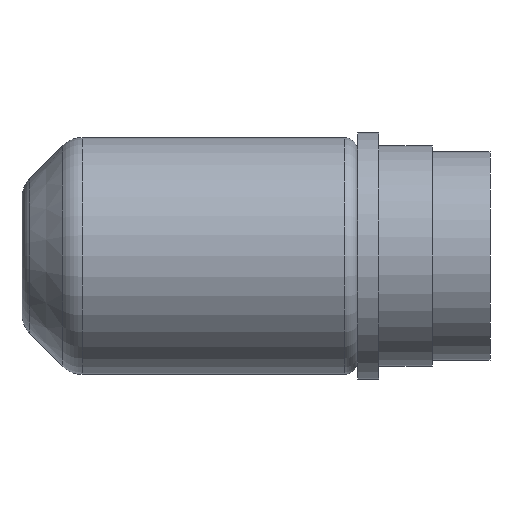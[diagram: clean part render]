
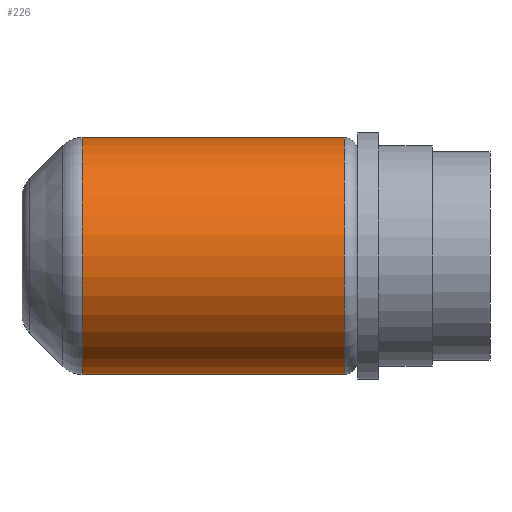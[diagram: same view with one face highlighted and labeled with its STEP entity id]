
A CAD part, front view. The second image highlights one B-rep face of the part: STEP entity #226.
In plain terms, the highlighted cylindrical face has radius 8.783 mm (diameter 17.567 mm), a partial arc.
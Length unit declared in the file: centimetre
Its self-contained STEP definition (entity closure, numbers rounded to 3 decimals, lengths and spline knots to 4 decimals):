
#66 = AXIS2_PLACEMENT_3D ( 'NONE', #382, #442, #261 ) ;
#67 = ORIENTED_EDGE ( 'NONE', *, *, #791, .F. ) ;
#88 = CARTESIAN_POINT ( 'NONE',  ( 2.1479, 0., -0.8783 ) ) ;
#92 = VERTEX_POINT ( 'NONE', #252 ) ;
#94 = EDGE_CURVE ( 'NONE', #657, #794, #771, .T. ) ;
#107 = CARTESIAN_POINT ( 'NONE',  ( 0.2029, 0., 0. ) ) ;
#148 = CARTESIAN_POINT ( 'NONE',  ( -4.2549, 0., 0. ) ) ;
#207 = FACE_OUTER_BOUND ( 'NONE', #363, .T. ) ;
#208 = DIRECTION ( 'NONE',  ( 0., 0., 1. ) ) ;
#226 = ADVANCED_FACE ( 'NONE', ( #207 ), #701, .T. ) ;
#252 = CARTESIAN_POINT ( 'NONE',  ( 0.2029, 0., 0.8783 ) ) ;
#261 = DIRECTION ( 'NONE',  ( 0., 0., 1. ) ) ;
#291 = LINE ( 'NONE', #534, #310 ) ;
#297 = VECTOR ( 'NONE', #485, 100. ) ;
#310 = VECTOR ( 'NONE', #507, 100. ) ;
#324 = ORIENTED_EDGE ( 'NONE', *, *, #533, .F. ) ;
#332 = ORIENTED_EDGE ( 'NONE', *, *, #94, .T. ) ;
#363 = EDGE_LOOP ( 'NONE', ( #324, #332, #413, #67 ) ) ;
#382 = CARTESIAN_POINT ( 'NONE',  ( 2.1479, 0., 0. ) ) ;
#413 = ORIENTED_EDGE ( 'NONE', *, *, #734, .T. ) ;
#422 = AXIS2_PLACEMENT_3D ( 'NONE', #148, #611, #709 ) ;
#424 = CARTESIAN_POINT ( 'NONE',  ( -4.2549, 0., -0.8783 ) ) ;
#442 = DIRECTION ( 'NONE',  ( -1., 0., 0. ) ) ;
#472 = CIRCLE ( 'NONE', #766, 0.8783 ) ;
#485 = DIRECTION ( 'NONE',  ( -1., 0., 0. ) ) ;
#507 = DIRECTION ( 'NONE',  ( -1., 0., 0. ) ) ;
#519 = CARTESIAN_POINT ( 'NONE',  ( 2.1479, 0., 0.8783 ) ) ;
#533 = EDGE_CURVE ( 'NONE', #657, #559, #669, .T. ) ;
#534 = CARTESIAN_POINT ( 'NONE',  ( -4.2549, 0., 0.8783 ) ) ;
#559 = VERTEX_POINT ( 'NONE', #698 ) ;
#611 = DIRECTION ( 'NONE',  ( -1., 0., 0. ) ) ;
#657 = VERTEX_POINT ( 'NONE', #88 ) ;
#669 = LINE ( 'NONE', #424, #297 ) ;
#698 = CARTESIAN_POINT ( 'NONE',  ( 0.2029, 0., -0.8783 ) ) ;
#701 = CYLINDRICAL_SURFACE ( 'NONE', #422, 0.8783 ) ;
#709 = DIRECTION ( 'NONE',  ( 0., 0., 1. ) ) ;
#734 = EDGE_CURVE ( 'NONE', #794, #92, #291, .T. ) ;
#766 = AXIS2_PLACEMENT_3D ( 'NONE', #107, #773, #208 ) ;
#771 = CIRCLE ( 'NONE', #66, 0.8783 ) ;
#773 = DIRECTION ( 'NONE',  ( -1., 0., 0. ) ) ;
#791 = EDGE_CURVE ( 'NONE', #559, #92, #472, .T. ) ;
#794 = VERTEX_POINT ( 'NONE', #519 ) ;
